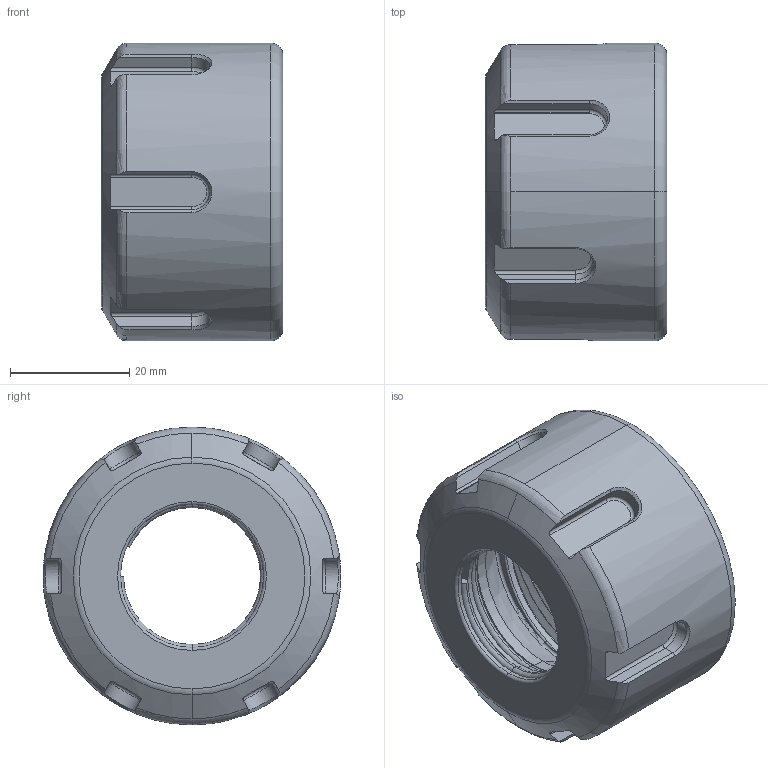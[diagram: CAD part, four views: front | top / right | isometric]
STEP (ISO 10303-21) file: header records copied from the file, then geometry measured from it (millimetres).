
FILE_DESCRIPTION (( 'STEP AP203' ), '1' );
FILE_NAME ('113.02.20.STEP', '2017-12-20T08:22:46', ( '' ), ( '' ), 'SwSTEP 2.0', 'SolidWorks 2012', '' );
FILE_SCHEMA (( 'CONFIG_CONTROL_DESIGN' ));
Length unit declared in the file: millimetre
Products named in the file (5): O型環(3D組合示意用)---組合ER32止水螺帽外內孔用; ER32止水螺帽(M40XP1.5)--成品; C型彈簧(3D組合示意用)---組合ER32止水螺帽外內孔用; O型環(3D組合示意用)---組合ER32止水螺帽內內孔用; 113.02.20
Assembly tree (4 placements, depth 2):
  113.02.20
    ER32止水螺帽(M40XP1.5)--成品
    O型環(3D組合示意用)---組合ER32止水螺帽外內孔用
    C型彈簧(3D組合示意用)---組合ER32止水螺帽外內孔用
    O型環(3D組合示意用)---組合ER32止水螺帽內內孔用
Bounding box: 30.5 x 50 x 50 mm (x, y, z)
Volume: 28415.6 mm3; surface area: 13815.5 mm2
Topology: 4 solids, 4 shells, 156 faces, 377 edges, 230 vertices
Faces by surface type: cylinder 51, torus 45, plane 41, bspline 11, cone 8
Entity records: 9862 total; most frequent: CARTESIAN_POINT 5889, ORIENTED_EDGE 754, DIRECTION 710, EDGE_CURVE 377, AXIS2_PLACEMENT_3D 305, VERTEX_POINT 230, EDGE_LOOP 163, ADVANCED_FACE 156
